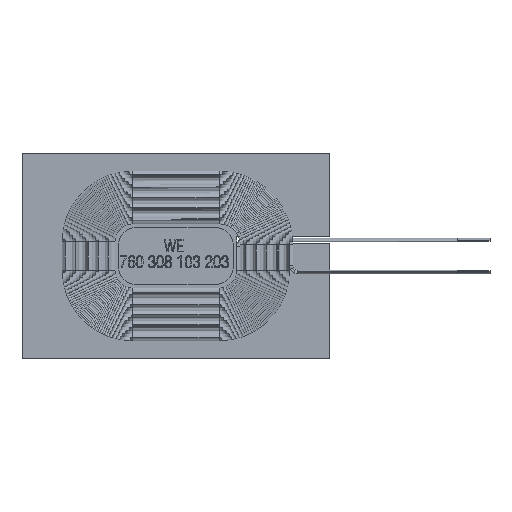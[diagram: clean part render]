
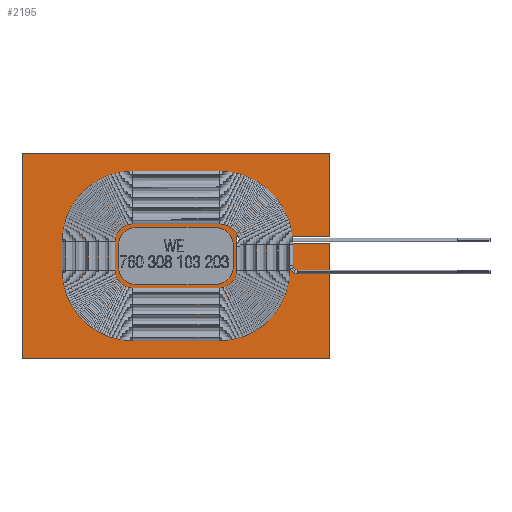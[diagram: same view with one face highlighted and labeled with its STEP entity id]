
A CAD part, top view. The second image highlights one B-rep face of the part: STEP entity #2195.
In plain terms, the highlighted planar face has unit normal (0, 0, 1).
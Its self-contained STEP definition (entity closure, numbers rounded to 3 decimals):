
#2195 = ADVANCED_FACE( '', ( #4388 ), #4389, .T. );
#4388 = FACE_OUTER_BOUND( '', #6808, .T. );
#4389 = PLANE( '', #6809 );
#6808 = EDGE_LOOP( '', ( #13087, #13088, #13089, #13090, #13091, #13092, #13093, #13094 ) );
#6809 = AXIS2_PLACEMENT_3D( '', #13095, #13096, #13097 );
#13087 = ORIENTED_EDGE( '', *, *, #15275, .T. );
#13088 = ORIENTED_EDGE( '', *, *, #14722, .T. );
#13089 = ORIENTED_EDGE( '', *, *, #14409, .T. );
#13090 = ORIENTED_EDGE( '', *, *, #14115, .T. );
#13091 = ORIENTED_EDGE( '', *, *, #14898, .T. );
#13092 = ORIENTED_EDGE( '', *, *, #13641, .T. );
#13093 = ORIENTED_EDGE( '', *, *, #14321, .T. );
#13094 = ORIENTED_EDGE( '', *, *, #14896, .T. );
#13095 = CARTESIAN_POINT( '', ( 0., 0., 0.3 ) );
#13096 = DIRECTION( '', ( 0., 0., 1. ) );
#13097 = DIRECTION( '', ( 1., 0., 0. ) );
#13641 = EDGE_CURVE( '', #16089, #16087, #16090, .T. );
#14115 = EDGE_CURVE( '', #16810, #16808, #16811, .T. );
#14321 = EDGE_CURVE( '', #16087, #17106, #17108, .T. );
#14409 = EDGE_CURVE( '', #17224, #16810, #17225, .T. );
#14722 = EDGE_CURVE( '', #17624, #17224, #17625, .T. );
#14896 = EDGE_CURVE( '', #17106, #17838, #17840, .T. );
#14898 = EDGE_CURVE( '', #16808, #16089, #17842, .T. );
#15275 = EDGE_CURVE( '', #17838, #17624, #18246, .T. );
#16087 = VERTEX_POINT( '', #19386 );
#16089 = VERTEX_POINT( '', #19389 );
#16090 = LINE( '', #19390, #19391 );
#16808 = VERTEX_POINT( '', #20749 );
#16810 = VERTEX_POINT( '', #20752 );
#16811 = LINE( '', #20753, #20754 );
#17106 = VERTEX_POINT( '', #21368 );
#17108 = LINE( '', #21371, #21372 );
#17224 = VERTEX_POINT( '', #21711 );
#17225 = LINE( '', #21712, #21713 );
#17624 = VERTEX_POINT( '', #22411 );
#17625 = LINE( '', #22412, #22413 );
#17838 = VERTEX_POINT( '', #23106 );
#17840 = LINE( '', #23109, #23110 );
#17842 = LINE( '', #23112, #23113 );
#18246 = LINE( '', #23863, #23864 );
#19386 = CARTESIAN_POINT( '', ( 24., 3., 0.3 ) );
#19389 = CARTESIAN_POINT( '', ( 9.5, 3., 0.3 ) );
#19390 = CARTESIAN_POINT( '', ( 24., 3., 0.3 ) );
#19391 = VECTOR( '', #24718, 1000. );
#20749 = CARTESIAN_POINT( '', ( 9.5, 2., 0.3 ) );
#20752 = CARTESIAN_POINT( '', ( 24., 2., 0.3 ) );
#20753 = CARTESIAN_POINT( '', ( 9.5, 2., 0.3 ) );
#20754 = VECTOR( '', #25430, 1000. );
#21368 = CARTESIAN_POINT( '', ( 24., 16., 0.3 ) );
#21371 = CARTESIAN_POINT( '', ( 24., 3., 0.3 ) );
#21372 = VECTOR( '', #25737, 1000. );
#21711 = CARTESIAN_POINT( '', ( 24., -16., 0.3 ) );
#21712 = CARTESIAN_POINT( '', ( 24., -16., 0.3 ) );
#21713 = VECTOR( '', #25867, 1000. );
#22411 = CARTESIAN_POINT( '', ( -24., -16., 0.3 ) );
#22412 = CARTESIAN_POINT( '', ( -24., -16., 0.3 ) );
#22413 = VECTOR( '', #26284, 1000. );
#23106 = CARTESIAN_POINT( '', ( -24., 16., 0.3 ) );
#23109 = CARTESIAN_POINT( '', ( 24., 16., 0.3 ) );
#23110 = VECTOR( '', #26460, 1000. );
#23112 = CARTESIAN_POINT( '', ( 9.5, 3., 0.3 ) );
#23113 = VECTOR( '', #26461, 1000. );
#23863 = CARTESIAN_POINT( '', ( -24., 16., 0.3 ) );
#23864 = VECTOR( '', #26837, 1000. );
#24718 = DIRECTION( '', ( 1., 0., 0. ) );
#25430 = DIRECTION( '', ( -1., 0., 0. ) );
#25737 = DIRECTION( '', ( 0., 1., 0. ) );
#25867 = DIRECTION( '', ( 0., 1., 0. ) );
#26284 = DIRECTION( '', ( 1., 0., 0. ) );
#26460 = DIRECTION( '', ( -1., 0., 0. ) );
#26461 = DIRECTION( '', ( 0., 1., 0. ) );
#26837 = DIRECTION( '', ( 0., -1., 0. ) );
